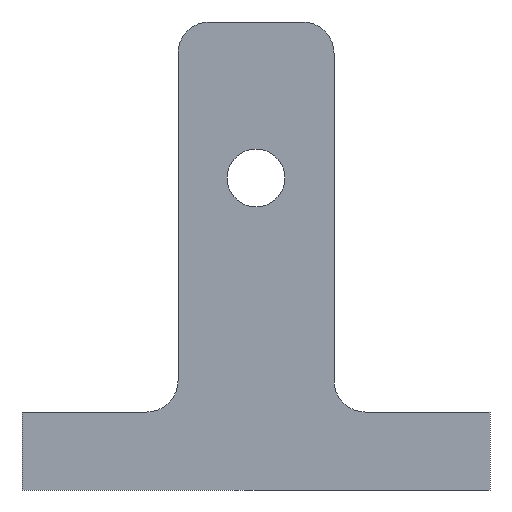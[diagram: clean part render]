
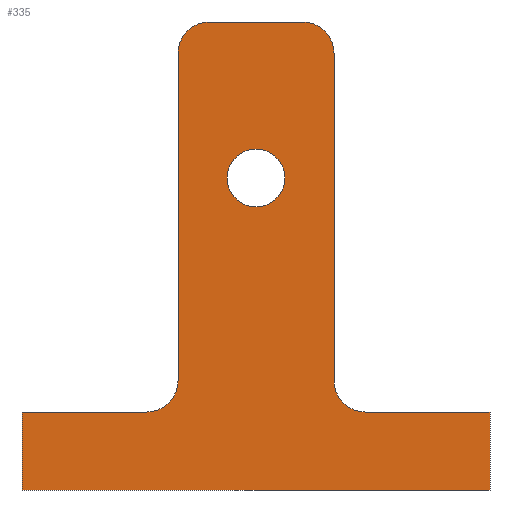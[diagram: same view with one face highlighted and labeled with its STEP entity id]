
A CAD part, front view. The second image highlights one B-rep face of the part: STEP entity #335.
In plain terms, the highlighted planar face has unit normal (0, -1, 0).
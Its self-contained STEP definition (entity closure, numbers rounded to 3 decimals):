
#20=FACE_BOUND('',#70,.T.);
#30=PLANE('',#380);
#47=FACE_OUTER_BOUND('',#69,.T.);
#69=EDGE_LOOP('',(#299,#300,#301,#302,#303,#304,#305,#306,#307,#308,#309,
#310));
#70=EDGE_LOOP('',(#311));
#74=LINE('',#498,#105);
#78=LINE('',#506,#109);
#81=LINE('',#512,#112);
#85=LINE('',#524,#116);
#89=LINE('',#536,#120);
#93=LINE('',#548,#124);
#97=LINE('',#560,#128);
#100=LINE('',#565,#131);
#105=VECTOR('',#406,10.);
#109=VECTOR('',#412,10.);
#112=VECTOR('',#417,10.);
#116=VECTOR('',#429,10.);
#120=VECTOR('',#441,10.);
#124=VECTOR('',#453,10.);
#128=VECTOR('',#465,10.);
#131=VECTOR('',#470,10.);
#138=CIRCLE('',#358,1.85);
#139=CIRCLE('',#363,2.);
#141=CIRCLE('',#367,2.);
#143=CIRCLE('',#371,2.);
#145=CIRCLE('',#375,2.);
#152=VERTEX_POINT('',#492);
#153=VERTEX_POINT('',#496);
#154=VERTEX_POINT('',#497);
#157=VERTEX_POINT('',#505);
#159=VERTEX_POINT('',#511);
#161=VERTEX_POINT('',#517);
#163=VERTEX_POINT('',#523);
#165=VERTEX_POINT('',#529);
#167=VERTEX_POINT('',#535);
#169=VERTEX_POINT('',#541);
#171=VERTEX_POINT('',#547);
#173=VERTEX_POINT('',#553);
#175=VERTEX_POINT('',#559);
#185=EDGE_CURVE('',#152,#152,#138,.T.);
#186=EDGE_CURVE('',#153,#154,#74,.T.);
#190=EDGE_CURVE('',#154,#157,#78,.T.);
#193=EDGE_CURVE('',#157,#159,#81,.T.);
#196=EDGE_CURVE('',#159,#161,#139,.T.);
#199=EDGE_CURVE('',#161,#163,#85,.T.);
#202=EDGE_CURVE('',#165,#163,#141,.T.);
#205=EDGE_CURVE('',#167,#165,#89,.T.);
#208=EDGE_CURVE('',#169,#167,#143,.T.);
#211=EDGE_CURVE('',#171,#169,#93,.T.);
#214=EDGE_CURVE('',#171,#173,#145,.T.);
#217=EDGE_CURVE('',#175,#173,#97,.T.);
#220=EDGE_CURVE('',#153,#175,#100,.T.);
#299=ORIENTED_EDGE('',*,*,#220,.F.);
#300=ORIENTED_EDGE('',*,*,#186,.T.);
#301=ORIENTED_EDGE('',*,*,#190,.T.);
#302=ORIENTED_EDGE('',*,*,#193,.T.);
#303=ORIENTED_EDGE('',*,*,#196,.T.);
#304=ORIENTED_EDGE('',*,*,#199,.T.);
#305=ORIENTED_EDGE('',*,*,#202,.F.);
#306=ORIENTED_EDGE('',*,*,#205,.F.);
#307=ORIENTED_EDGE('',*,*,#208,.F.);
#308=ORIENTED_EDGE('',*,*,#211,.F.);
#309=ORIENTED_EDGE('',*,*,#214,.T.);
#310=ORIENTED_EDGE('',*,*,#217,.F.);
#311=ORIENTED_EDGE('',*,*,#185,.F.);
#335=ADVANCED_FACE('',(#47,#20),#30,.F.);
#358=AXIS2_PLACEMENT_3D('',#494,#402,#403);
#363=AXIS2_PLACEMENT_3D('',#518,#422,#423);
#367=AXIS2_PLACEMENT_3D('',#530,#434,#435);
#371=AXIS2_PLACEMENT_3D('',#542,#446,#447);
#375=AXIS2_PLACEMENT_3D('',#554,#458,#459);
#380=AXIS2_PLACEMENT_3D('',#568,#474,#475);
#402=DIRECTION('center_axis',(0.,-1.,0.));
#403=DIRECTION('ref_axis',(1.,0.,0.));
#406=DIRECTION('',(1.,0.,0.));
#412=DIRECTION('',(0.,0.,1.));
#417=DIRECTION('',(-1.,0.,0.));
#422=DIRECTION('center_axis',(0.,1.,0.));
#423=DIRECTION('ref_axis',(0.,0.,-1.));
#429=DIRECTION('',(0.,0.,1.));
#434=DIRECTION('center_axis',(0.,1.,0.));
#435=DIRECTION('ref_axis',(0.,0.,1.));
#441=DIRECTION('',(1.,0.,0.));
#446=DIRECTION('center_axis',(0.,1.,0.));
#447=DIRECTION('ref_axis',(-1.,0.,0.));
#453=DIRECTION('',(0.,0.,1.));
#458=DIRECTION('center_axis',(0.,1.,0.));
#459=DIRECTION('ref_axis',(1.,0.,0.));
#465=DIRECTION('',(1.,0.,0.));
#470=DIRECTION('',(0.,0.,1.));
#474=DIRECTION('center_axis',(0.,1.,0.));
#475=DIRECTION('ref_axis',(1.,0.,0.));
#492=CARTESIAN_POINT('',(13.15,0.,20.));
#494=CARTESIAN_POINT('Origin',(15.,0.,20.));
#496=CARTESIAN_POINT('',(0.,0.,0.));
#497=CARTESIAN_POINT('',(30.,0.,0.));
#498=CARTESIAN_POINT('',(0.,0.,0.));
#505=CARTESIAN_POINT('',(30.,0.,5.));
#506=CARTESIAN_POINT('',(30.,0.,0.));
#511=CARTESIAN_POINT('',(22.,0.,5.));
#512=CARTESIAN_POINT('',(30.,0.,5.));
#517=CARTESIAN_POINT('',(20.,0.,7.));
#518=CARTESIAN_POINT('Origin',(22.,0.,7.));
#523=CARTESIAN_POINT('',(20.,0.,28.));
#524=CARTESIAN_POINT('',(20.,0.,7.));
#529=CARTESIAN_POINT('',(18.,0.,30.));
#530=CARTESIAN_POINT('Origin',(18.,0.,28.));
#535=CARTESIAN_POINT('',(12.,0.,30.));
#536=CARTESIAN_POINT('',(12.,0.,30.));
#541=CARTESIAN_POINT('',(10.,0.,28.));
#542=CARTESIAN_POINT('Origin',(12.,0.,28.));
#547=CARTESIAN_POINT('',(10.,0.,7.));
#548=CARTESIAN_POINT('',(10.,0.,7.));
#553=CARTESIAN_POINT('',(8.,0.,5.));
#554=CARTESIAN_POINT('Origin',(8.,0.,7.));
#559=CARTESIAN_POINT('',(0.,0.,5.));
#560=CARTESIAN_POINT('',(0.,0.,5.));
#565=CARTESIAN_POINT('',(0.,0.,0.));
#568=CARTESIAN_POINT('Origin',(15.,0.,15.));
